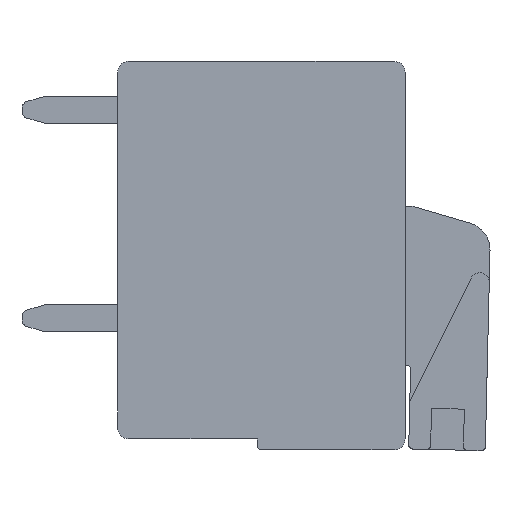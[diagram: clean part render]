
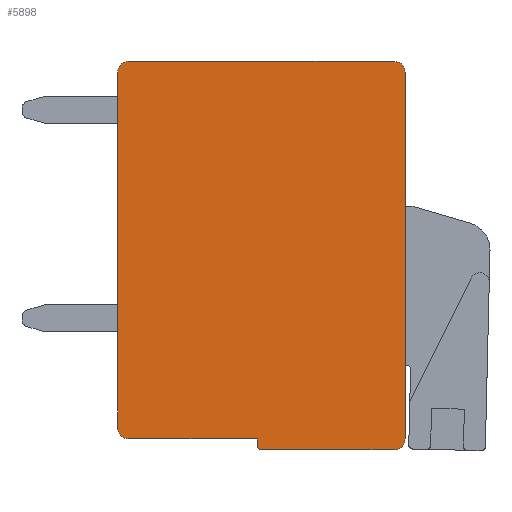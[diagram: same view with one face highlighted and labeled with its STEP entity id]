
A CAD part, front view. The second image highlights one B-rep face of the part: STEP entity #5898.
In plain terms, the highlighted planar face has unit normal (0, -1, 0).
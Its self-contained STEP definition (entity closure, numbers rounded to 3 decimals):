
#1=CARTESIAN_POINT('',(5.25,0.,-14.05));
#2=DIRECTION('',(0.,1.,0.));
#3=DIRECTION('',(0.,0.,-1.));
#4=AXIS2_PLACEMENT_3D('',#1,#2,#3);
#6=DIRECTION('',(0.,0.,1.));
#7=VECTOR('',#6,0.25);
#8=CARTESIAN_POINT('',(5.1,0.,-14.05));
#9=LINE('',#8,#7);
#10=DIRECTION('',(-1.,0.,0.));
#11=VECTOR('',#10,4.7);
#12=CARTESIAN_POINT('',(5.1,0.,-13.8));
#13=LINE('',#12,#11);
#14=CARTESIAN_POINT('',(0.4,0.,-13.4));
#15=DIRECTION('',(0.,1.,0.));
#16=DIRECTION('',(0.,0.,-1.));
#17=AXIS2_PLACEMENT_3D('',#14,#15,#16);
#19=DIRECTION('',(0.,0.,1.));
#20=VECTOR('',#19,13.);
#21=CARTESIAN_POINT('',(0.,0.,-13.4));
#22=LINE('',#21,#20);
#23=CARTESIAN_POINT('',(0.4,0.,-0.4));
#24=DIRECTION('',(0.,1.,0.));
#25=DIRECTION('',(-1.,0.,0.));
#26=AXIS2_PLACEMENT_3D('',#23,#24,#25);
#28=DIRECTION('',(1.,0.,0.));
#29=VECTOR('',#28,9.7);
#30=CARTESIAN_POINT('',(0.4,0.,0.));
#31=LINE('',#30,#29);
#32=CARTESIAN_POINT('',(10.1,0.,-0.4));
#33=DIRECTION('',(0.,1.,0.));
#34=DIRECTION('',(0.,0.,1.));
#35=AXIS2_PLACEMENT_3D('',#32,#33,#34);
#37=DIRECTION('',(0.,0.,-1.));
#38=VECTOR('',#37,13.4);
#39=CARTESIAN_POINT('',(10.5,0.,-0.4));
#40=LINE('',#39,#38);
#41=CARTESIAN_POINT('',(10.1,0.,-13.8));
#42=DIRECTION('',(0.,1.,0.));
#43=DIRECTION('',(1.,0.,0.));
#44=AXIS2_PLACEMENT_3D('',#41,#42,#43);
#46=DIRECTION('',(-1.,0.,0.));
#47=VECTOR('',#46,4.85);
#48=CARTESIAN_POINT('',(10.1,0.,-14.2));
#49=LINE('',#48,#47);
#4477=CARTESIAN_POINT('',(5.25,0.,-14.2));
#4478=CARTESIAN_POINT('',(5.1,0.,-14.05));
#4479=VERTEX_POINT('',#4477);
#4480=VERTEX_POINT('',#4478);
#4481=CARTESIAN_POINT('',(5.1,0.,-13.8));
#4482=VERTEX_POINT('',#4481);
#4483=CARTESIAN_POINT('',(0.4,0.,-13.8));
#4484=VERTEX_POINT('',#4483);
#4485=CARTESIAN_POINT('',(0.,0.,-13.4));
#4486=VERTEX_POINT('',#4485);
#4487=CARTESIAN_POINT('',(0.,0.,-0.4));
#4488=VERTEX_POINT('',#4487);
#4489=CARTESIAN_POINT('',(0.4,0.,0.));
#4490=VERTEX_POINT('',#4489);
#4491=CARTESIAN_POINT('',(10.1,0.,0.));
#4492=VERTEX_POINT('',#4491);
#4493=CARTESIAN_POINT('',(10.5,0.,-0.4));
#4494=VERTEX_POINT('',#4493);
#4495=CARTESIAN_POINT('',(10.5,0.,-13.8));
#4496=VERTEX_POINT('',#4495);
#4497=CARTESIAN_POINT('',(10.1,0.,-14.2));
#4498=VERTEX_POINT('',#4497);
#5869=CARTESIAN_POINT('',(0.,0.,0.));
#5870=DIRECTION('',(0.,1.,0.));
#5871=DIRECTION('',(1.,0.,0.));
#5872=AXIS2_PLACEMENT_3D('',#5869,#5870,#5871);
#5873=PLANE('',#5872);
#5875=ORIENTED_EDGE('',*,*,#5874,.T.);
#5877=ORIENTED_EDGE('',*,*,#5876,.T.);
#5879=ORIENTED_EDGE('',*,*,#5878,.T.);
#5881=ORIENTED_EDGE('',*,*,#5880,.T.);
#5883=ORIENTED_EDGE('',*,*,#5882,.T.);
#5885=ORIENTED_EDGE('',*,*,#5884,.T.);
#5887=ORIENTED_EDGE('',*,*,#5886,.T.);
#5889=ORIENTED_EDGE('',*,*,#5888,.T.);
#5891=ORIENTED_EDGE('',*,*,#5890,.T.);
#5893=ORIENTED_EDGE('',*,*,#5892,.T.);
#5895=ORIENTED_EDGE('',*,*,#5894,.T.);
#5896=EDGE_LOOP('',(#5875,#5877,#5879,#5881,#5883,#5885,#5887,#5889,#5891,#5893,
#5895));
#5897=FACE_OUTER_BOUND('',#5896,.F.);
#5=CIRCLE('',#4,0.15);
#18=CIRCLE('',#17,0.4);
#27=CIRCLE('',#26,0.4);
#36=CIRCLE('',#35,0.4);
#45=CIRCLE('',#44,0.4);
#5874=EDGE_CURVE('',#4479,#4480,#5,.T.);
#5876=EDGE_CURVE('',#4480,#4482,#9,.T.);
#5878=EDGE_CURVE('',#4482,#4484,#13,.T.);
#5880=EDGE_CURVE('',#4484,#4486,#18,.T.);
#5882=EDGE_CURVE('',#4486,#4488,#22,.T.);
#5884=EDGE_CURVE('',#4488,#4490,#27,.T.);
#5886=EDGE_CURVE('',#4490,#4492,#31,.T.);
#5888=EDGE_CURVE('',#4492,#4494,#36,.T.);
#5890=EDGE_CURVE('',#4494,#4496,#40,.T.);
#5892=EDGE_CURVE('',#4496,#4498,#45,.T.);
#5894=EDGE_CURVE('',#4498,#4479,#49,.T.);
#5898=ADVANCED_FACE('',(#5897),#5873,.F.);
